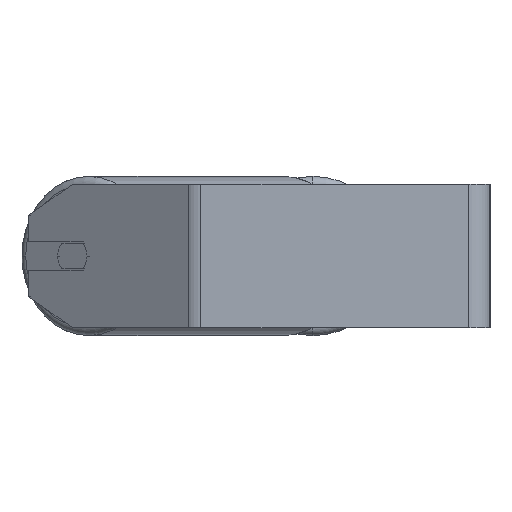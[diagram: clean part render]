
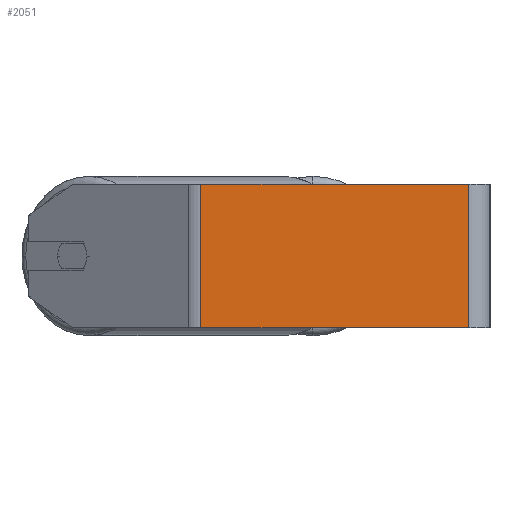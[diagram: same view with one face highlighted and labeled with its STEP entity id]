
A CAD part, left-side view. The second image highlights one B-rep face of the part: STEP entity #2051.
In plain terms, the highlighted planar face has unit normal (-1, 0, 0).
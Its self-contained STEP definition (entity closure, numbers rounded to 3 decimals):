
#345 = DIRECTION ( 'NONE',  ( 0., 0., -1. ) ) ;
#459 = ORIENTED_EDGE ( 'NONE', *, *, #7527, .T. ) ;
#512 = VERTEX_POINT ( 'NONE', #4321 ) ;
#655 = LINE ( 'NONE', #8754, #2190 ) ;
#1386 = CARTESIAN_POINT ( 'NONE',  ( -360., 165.466, -40. ) ) ;
#1879 = CARTESIAN_POINT ( 'NONE',  ( -360., 165.466, 40. ) ) ;
#1936 = VECTOR ( 'NONE', #3378, 1000. ) ;
#2051 = ADVANCED_FACE ( 'NONE', ( #4323 ), #7023, .F. ) ;
#2059 = ORIENTED_EDGE ( 'NONE', *, *, #8003, .F. ) ;
#2190 = VECTOR ( 'NONE', #4712, 1000. ) ;
#2438 = AXIS2_PLACEMENT_3D ( 'NONE', #1879, #8489, #345 ) ;
#2708 = CARTESIAN_POINT ( 'NONE',  ( -360., 12., 40. ) ) ;
#3212 = VECTOR ( 'NONE', #5872, 1000. ) ;
#3370 = LINE ( 'NONE', #2708, #3212 ) ;
#3378 = DIRECTION ( 'NONE',  ( 0., -1., 0. ) ) ;
#3395 = CARTESIAN_POINT ( 'NONE',  ( -360., 161.682, 40. ) ) ;
#3731 = VECTOR ( 'NONE', #3973, 1000. ) ;
#3964 = EDGE_LOOP ( 'NONE', ( #459, #2059, #8548, #7740 ) ) ;
#3973 = DIRECTION ( 'NONE',  ( 0., 0., -1. ) ) ;
#4089 = VERTEX_POINT ( 'NONE', #7706 ) ;
#4321 = CARTESIAN_POINT ( 'NONE',  ( -360., 12., 40. ) ) ;
#4323 = FACE_OUTER_BOUND ( 'NONE', #3964, .T. ) ;
#4341 = EDGE_CURVE ( 'NONE', #8340, #4089, #7513, .T. ) ;
#4595 = CARTESIAN_POINT ( 'NONE',  ( -360., 12., -40. ) ) ;
#4712 = DIRECTION ( 'NONE',  ( 0., -1., 0. ) ) ;
#5398 = VERTEX_POINT ( 'NONE', #4595 ) ;
#5601 = CARTESIAN_POINT ( 'NONE',  ( -360., 161.682, 40. ) ) ;
#5872 = DIRECTION ( 'NONE',  ( 0., 0., -1. ) ) ;
#5991 = EDGE_CURVE ( 'NONE', #8340, #512, #655, .T. ) ;
#7023 = PLANE ( 'NONE',  #2438 ) ;
#7513 = LINE ( 'NONE', #3395, #3731 ) ;
#7527 = EDGE_CURVE ( 'NONE', #4089, #5398, #8124, .T. ) ;
#7706 = CARTESIAN_POINT ( 'NONE',  ( -360., 161.682, -40. ) ) ;
#7740 = ORIENTED_EDGE ( 'NONE', *, *, #4341, .T. ) ;
#8003 = EDGE_CURVE ( 'NONE', #512, #5398, #3370, .T. ) ;
#8124 = LINE ( 'NONE', #1386, #1936 ) ;
#8340 = VERTEX_POINT ( 'NONE', #5601 ) ;
#8489 = DIRECTION ( 'NONE',  ( 1., 0., 0. ) ) ;
#8548 = ORIENTED_EDGE ( 'NONE', *, *, #5991, .F. ) ;
#8754 = CARTESIAN_POINT ( 'NONE',  ( -360., 165.466, 40. ) ) ;
